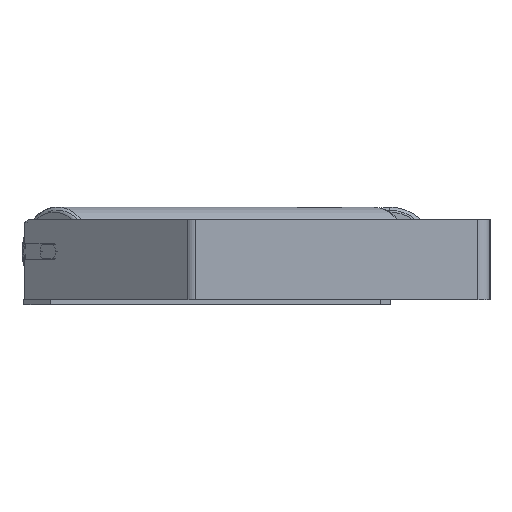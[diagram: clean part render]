
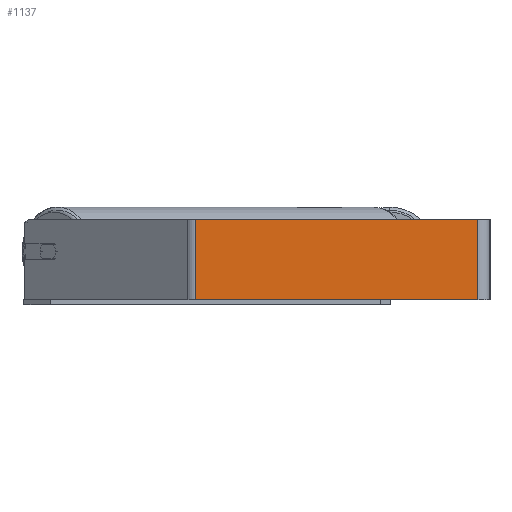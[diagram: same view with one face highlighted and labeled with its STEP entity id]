
A CAD part, left-side view. The second image highlights one B-rep face of the part: STEP entity #1137.
In plain terms, the highlighted planar face has unit normal (-1, 0, 0).
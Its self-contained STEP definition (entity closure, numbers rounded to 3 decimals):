
#138 = ORIENTED_EDGE ( 'NONE', *, *, #3469, .F. ) ;
#148 = LINE ( 'NONE', #765, #4153 ) ;
#554 = VERTEX_POINT ( 'NONE', #8567 ) ;
#631 = CARTESIAN_POINT ( 'NONE',  ( -800., 293.547, 40. ) ) ;
#765 = CARTESIAN_POINT ( 'NONE',  ( -800., 297.914, 40. ) ) ;
#795 = VECTOR ( 'NONE', #3527, 1000. ) ;
#1030 = PLANE ( 'NONE',  #2901 ) ;
#1137 = ADVANCED_FACE ( 'NONE', ( #2448 ), #1030, .F. ) ;
#1203 = CARTESIAN_POINT ( 'NONE',  ( -800., 293.547, 40. ) ) ;
#2059 = EDGE_CURVE ( 'NONE', #554, #8088, #6807, .T. ) ;
#2080 = VERTEX_POINT ( 'NONE', #631 ) ;
#2448 = FACE_OUTER_BOUND ( 'NONE', #2969, .T. ) ;
#2497 = ORIENTED_EDGE ( 'NONE', *, *, #2059, .F. ) ;
#2502 = CARTESIAN_POINT ( 'NONE',  ( -800., 297.914, -40. ) ) ;
#2901 = AXIS2_PLACEMENT_3D ( 'NONE', #3921, #5352, #8258 ) ;
#2969 = EDGE_LOOP ( 'NONE', ( #6323, #2497, #138, #9024 ) ) ;
#3173 = CARTESIAN_POINT ( 'NONE',  ( -800., 12., 40. ) ) ;
#3469 = EDGE_CURVE ( 'NONE', #2080, #554, #148, .T. ) ;
#3527 = DIRECTION ( 'NONE',  ( 0., 0., -1. ) ) ;
#3921 = CARTESIAN_POINT ( 'NONE',  ( -800., 297.914, 40. ) ) ;
#4043 = LINE ( 'NONE', #1203, #795 ) ;
#4126 = LINE ( 'NONE', #2502, #5125 ) ;
#4153 = VECTOR ( 'NONE', #4412, 1000. ) ;
#4380 = EDGE_CURVE ( 'NONE', #8317, #8088, #4126, .T. ) ;
#4412 = DIRECTION ( 'NONE',  ( 0., -1., 0. ) ) ;
#4739 = DIRECTION ( 'NONE',  ( 0., -1., 0. ) ) ;
#5125 = VECTOR ( 'NONE', #4739, 1000. ) ;
#5352 = DIRECTION ( 'NONE',  ( 1., 0., 0. ) ) ;
#6323 = ORIENTED_EDGE ( 'NONE', *, *, #4380, .T. ) ;
#6807 = LINE ( 'NONE', #3173, #7183 ) ;
#7142 = DIRECTION ( 'NONE',  ( 0., 0., -1. ) ) ;
#7183 = VECTOR ( 'NONE', #7142, 1000. ) ;
#7758 = CARTESIAN_POINT ( 'NONE',  ( -800., 12., -40. ) ) ;
#8088 = VERTEX_POINT ( 'NONE', #7758 ) ;
#8258 = DIRECTION ( 'NONE',  ( 0., 0., -1. ) ) ;
#8317 = VERTEX_POINT ( 'NONE', #8838 ) ;
#8567 = CARTESIAN_POINT ( 'NONE',  ( -800., 12., 40. ) ) ;
#8838 = CARTESIAN_POINT ( 'NONE',  ( -800., 293.547, -40. ) ) ;
#8973 = EDGE_CURVE ( 'NONE', #2080, #8317, #4043, .T. ) ;
#9024 = ORIENTED_EDGE ( 'NONE', *, *, #8973, .T. ) ;
